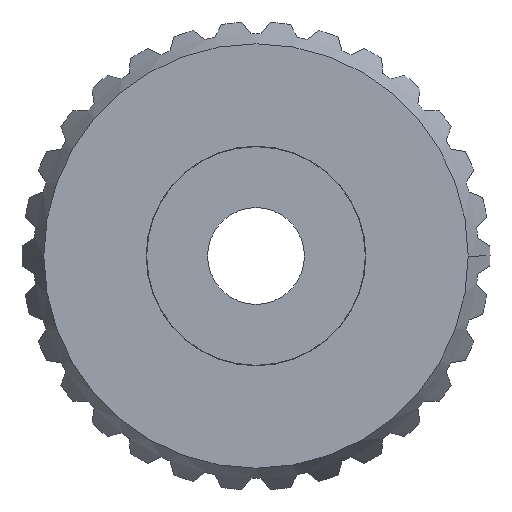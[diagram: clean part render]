
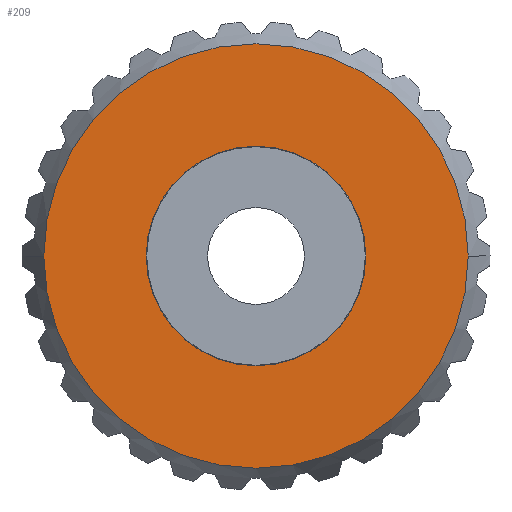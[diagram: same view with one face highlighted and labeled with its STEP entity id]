
A CAD part, front view. The second image highlights one B-rep face of the part: STEP entity #209.
In plain terms, the highlighted planar face has unit normal (0, -1, 0).
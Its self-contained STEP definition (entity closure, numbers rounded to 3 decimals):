
#209=ADVANCED_FACE('',(#539,#540),#541,.T.);
#539=FACE_OUTER_BOUND('',#872,.T.);
#540=FACE_BOUND('',#873,.T.);
#541=PLANE('',#874);
#872=EDGE_LOOP('',(#2324,#2325));
#873=EDGE_LOOP('',(#2326,#2327,#2328));
#874=AXIS2_PLACEMENT_3D('',#2329,#2330,#2331);
#2324=ORIENTED_EDGE('',*,*,#2369,.F.);
#2325=ORIENTED_EDGE('',*,*,#2500,.F.);
#2326=ORIENTED_EDGE('',*,*,#2820,.T.);
#2327=ORIENTED_EDGE('',*,*,#2343,.T.);
#2328=ORIENTED_EDGE('',*,*,#2821,.T.);
#2329=CARTESIAN_POINT('',(26.59,-25.5,0.0));
#2330=DIRECTION('',(0.0,-1.0,0.0));
#2331=DIRECTION('',(-1.0,0.0,0.0));
#2343=EDGE_CURVE('',#2823,#2829,#2831,.T.);
#2369=EDGE_CURVE('',#2877,#2879,#2880,.T.);
#2500=EDGE_CURVE('',#2879,#2877,#3135,.T.);
#2820=EDGE_CURVE('',#3623,#2823,#3624,.T.);
#2821=EDGE_CURVE('',#2829,#3623,#3625,.T.);
#2823=VERTEX_POINT('',#3627);
#2829=VERTEX_POINT('',#3633);
#2831=CIRCLE('',#3635,18.125);
#2877=VERTEX_POINT('',#3725);
#2879=VERTEX_POINT('',#3728);
#2880=CIRCLE('',#3729,35.055);
#3135=CIRCLE('',#4566,35.055);
#3623=VERTEX_POINT('',#6207);
#3624=CIRCLE('',#6208,18.125);
#3625=CIRCLE('',#6209,18.125);
#3627=CARTESIAN_POINT('',(0.,-25.5,-18.125));
#3633=CARTESIAN_POINT('',(0.,-25.5,18.125));
#3635=AXIS2_PLACEMENT_3D('',#6222,#6223,#6224);
#3725=CARTESIAN_POINT('',(35.055,-25.5,0.0));
#3728=CARTESIAN_POINT('',(-35.055,-25.5,0.));
#3729=AXIS2_PLACEMENT_3D('',#6270,#6271,#6272);
#4566=AXIS2_PLACEMENT_3D('',#6459,#6460,#6461);
#6207=CARTESIAN_POINT('',(18.125,-25.5,0.0));
#6208=AXIS2_PLACEMENT_3D('',#6793,#6794,#6795);
#6209=AXIS2_PLACEMENT_3D('',#6796,#6797,#6798);
#6222=CARTESIAN_POINT('',(0.0,-25.5,0.0));
#6223=DIRECTION('',(-0.0,1.0,0.0));
#6224=DIRECTION('',(1.0,0.0,0.0));
#6270=CARTESIAN_POINT('',(0.0,-25.5,0.0));
#6271=DIRECTION('',(-0.0,1.0,0.0));
#6272=DIRECTION('',(1.0,0.0,0.0));
#6459=CARTESIAN_POINT('',(0.0,-25.5,0.0));
#6460=DIRECTION('',(-0.0,1.0,0.0));
#6461=DIRECTION('',(1.0,0.0,0.0));
#6793=CARTESIAN_POINT('',(0.0,-25.5,0.0));
#6794=DIRECTION('',(-0.0,1.0,0.0));
#6795=DIRECTION('',(1.0,0.0,0.0));
#6796=CARTESIAN_POINT('',(0.0,-25.5,0.0));
#6797=DIRECTION('',(-0.0,1.0,0.0));
#6798=DIRECTION('',(1.0,0.0,0.0));
